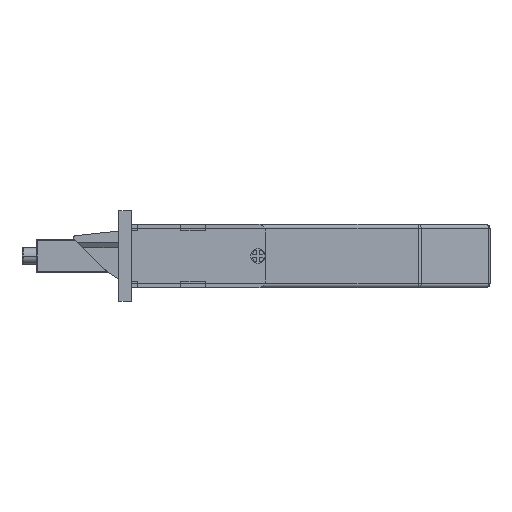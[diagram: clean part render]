
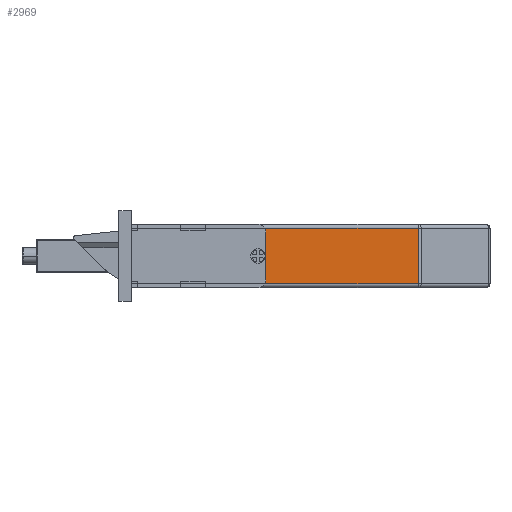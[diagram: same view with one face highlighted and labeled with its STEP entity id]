
A CAD part, front view. The second image highlights one B-rep face of the part: STEP entity #2969.
In plain terms, the highlighted planar face has unit normal (0, -1, 0).
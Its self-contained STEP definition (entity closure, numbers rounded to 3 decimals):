
#215 = CIRCLE ( 'NONE', #5556, 1.75 ) ;
#648 = AXIS2_PLACEMENT_3D ( 'NONE', #6445, #2517, #8014 ) ;
#677 = CARTESIAN_POINT ( 'NONE',  ( 84., -14.7, -0.75 ) ) ;
#700 = EDGE_CURVE ( 'NONE', #2929, #1361, #2520, .T. ) ;
#793 = VECTOR ( 'NONE', #9084, 1000. ) ;
#796 = CARTESIAN_POINT ( 'NONE',  ( 83.586, -14.7, 12.75 ) ) ;
#802 = CARTESIAN_POINT ( 'NONE',  ( 14., -14.7, 12.75 ) ) ;
#869 = CARTESIAN_POINT ( 'NONE',  ( 83.586, -14.7, -0.75 ) ) ;
#932 = CARTESIAN_POINT ( 'NONE',  ( 83.586, -14.7, -1.75 ) ) ;
#1165 = VERTEX_POINT ( 'NONE', #1525 ) ;
#1293 = CARTESIAN_POINT ( 'NONE',  ( 44.75, -14.7, 7.75 ) ) ;
#1361 = VERTEX_POINT ( 'NONE', #3021 ) ;
#1525 = CARTESIAN_POINT ( 'NONE',  ( 14., -14.7, -0.75 ) ) ;
#1621 = VERTEX_POINT ( 'NONE', #869 ) ;
#1733 = FACE_BOUND ( 'NONE', #10103, .T. ) ;
#1787 = VECTOR ( 'NONE', #10303, 1000. ) ;
#2000 = DIRECTION ( 'NONE',  ( 0., -1., 0. ) ) ;
#2517 = DIRECTION ( 'NONE',  ( 0., -1., 0. ) ) ;
#2520 = LINE ( 'NONE', #802, #7956 ) ;
#2929 = VERTEX_POINT ( 'NONE', #796 ) ;
#2969 = ADVANCED_FACE ( 'NONE', ( #1733, #6934 ), #3253, .T. ) ;
#3021 = CARTESIAN_POINT ( 'NONE',  ( 14., -14.7, 12.75 ) ) ;
#3253 = PLANE ( 'NONE',  #648 ) ;
#3510 = EDGE_CURVE ( 'NONE', #1621, #2929, #6629, .T. ) ;
#3757 = VERTEX_POINT ( 'NONE', #1293 ) ;
#4121 = DIRECTION ( 'NONE',  ( 0., 0., 1. ) ) ;
#4821 = DIRECTION ( 'NONE',  ( 0., -1., 0. ) ) ;
#4953 = ORIENTED_EDGE ( 'NONE', *, *, #5811, .T. ) ;
#5017 = CARTESIAN_POINT ( 'NONE',  ( 44.75, -14.7, 6. ) ) ;
#5210 = ORIENTED_EDGE ( 'NONE', *, *, #700, .T. ) ;
#5268 = DIRECTION ( 'NONE',  ( 0., 0., -1. ) ) ;
#5459 = AXIS2_PLACEMENT_3D ( 'NONE', #9173, #2000, #5601 ) ;
#5556 = AXIS2_PLACEMENT_3D ( 'NONE', #5017, #4821, #5268 ) ;
#5601 = DIRECTION ( 'NONE',  ( 0., 0., -1. ) ) ;
#5732 = LINE ( 'NONE', #8052, #10253 ) ;
#5811 = EDGE_CURVE ( 'NONE', #1165, #1621, #8629, .T. ) ;
#5905 = EDGE_LOOP ( 'NONE', ( #8623, #4953, #7116, #5210 ) ) ;
#6445 = CARTESIAN_POINT ( 'NONE',  ( 14., -14.7, -1.75 ) ) ;
#6629 = LINE ( 'NONE', #932, #793 ) ;
#6631 = EDGE_CURVE ( 'NONE', #8343, #3757, #215, .T. ) ;
#6656 = CARTESIAN_POINT ( 'NONE',  ( 44.75, -14.7, 4.25 ) ) ;
#6911 = ORIENTED_EDGE ( 'NONE', *, *, #6631, .F. ) ;
#6934 = FACE_OUTER_BOUND ( 'NONE', #5905, .T. ) ;
#6997 = EDGE_CURVE ( 'NONE', #1165, #1361, #5732, .T. ) ;
#7116 = ORIENTED_EDGE ( 'NONE', *, *, #3510, .T. ) ;
#7956 = VECTOR ( 'NONE', #9785, 1000. ) ;
#8014 = DIRECTION ( 'NONE',  ( 1., 0., 0. ) ) ;
#8029 = ORIENTED_EDGE ( 'NONE', *, *, #8948, .F. ) ;
#8052 = CARTESIAN_POINT ( 'NONE',  ( 14., -14.7, -1.75 ) ) ;
#8136 = CIRCLE ( 'NONE', #5459, 1.75 ) ;
#8343 = VERTEX_POINT ( 'NONE', #6656 ) ;
#8623 = ORIENTED_EDGE ( 'NONE', *, *, #6997, .F. ) ;
#8629 = LINE ( 'NONE', #677, #1787 ) ;
#8948 = EDGE_CURVE ( 'NONE', #3757, #8343, #8136, .T. ) ;
#9084 = DIRECTION ( 'NONE',  ( 0., 0., 1. ) ) ;
#9173 = CARTESIAN_POINT ( 'NONE',  ( 44.75, -14.7, 6. ) ) ;
#9785 = DIRECTION ( 'NONE',  ( -1., 0., 0. ) ) ;
#10103 = EDGE_LOOP ( 'NONE', ( #6911, #8029 ) ) ;
#10253 = VECTOR ( 'NONE', #4121, 1000. ) ;
#10303 = DIRECTION ( 'NONE',  ( 1., 0., 0. ) ) ;
